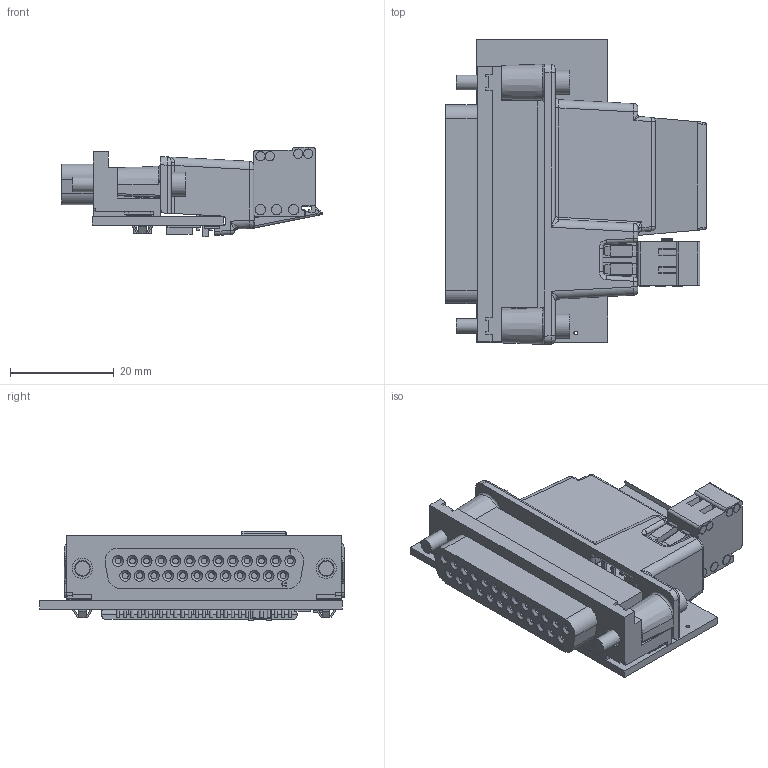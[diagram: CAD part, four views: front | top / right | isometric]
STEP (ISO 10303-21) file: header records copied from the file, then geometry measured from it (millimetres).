
FILE_DESCRIPTION(/* description */ ('Solenoid Breakout'),/* implementation_level */ '2;1');
FILE_NAME(/* name */ 'CS_BreakoutBoard_A003265.ipt.step',/* time_stamp */ '2014-01-07T10:52:23-08:00',/* author */ ('Autodesk, Inc.'),/* organization */ ('Autodesk, Inc.'),/* preprocessor_version */ 'ST-DEVELOPER v15.2',/* originating_system */ 'Autodesk Inventor 2014',/* authorisation */ '');
FILE_SCHEMA (('AUTOMOTIVE_DESIGN { 1 0 10303 214 3 1 1 }'));
Products named in the file (1): CS_BreakoutBoard_A003265
Bounding box: 50.52 x 58.85 x 17.2 mm (x, y, z)
Volume: 15979.9 mm3; surface area: 15098.5 mm2
Topology: 4 solids, 4 shells, 1267 faces, 3318 edges, 2125 vertices
Faces by surface type: plane 781, cylinder 365, bspline 78, cone 31, sphere 8, torus 4
Full cylindrical faces by diameter (mm): 0.5 x2, 0.635 x25, 0.711 x1, 1.143 x41, 1.194 x25, 1.5 x2, 1.78 x2, 1.8 x2, 2 x3, 2.083 x25, 2.845 x2, 3.048 x2, 3.18 x2, 3.912 x2, 3.988 x4, 4.648 x2
Entity records: 46977 total; most frequent: CARTESIAN_POINT 14901, ORIENTED_EDGE 6248, DIRECTION 6232, EDGE_CURVE 3124, LINE 2174, VECTOR 2174, VERTEX_POINT 2126, AXIS2_PLACEMENT_3D 2029
